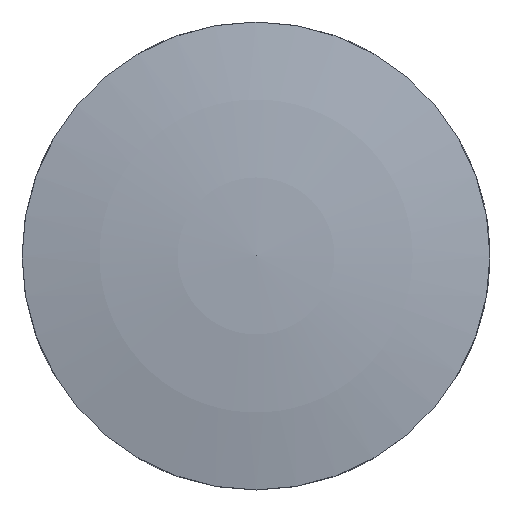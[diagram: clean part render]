
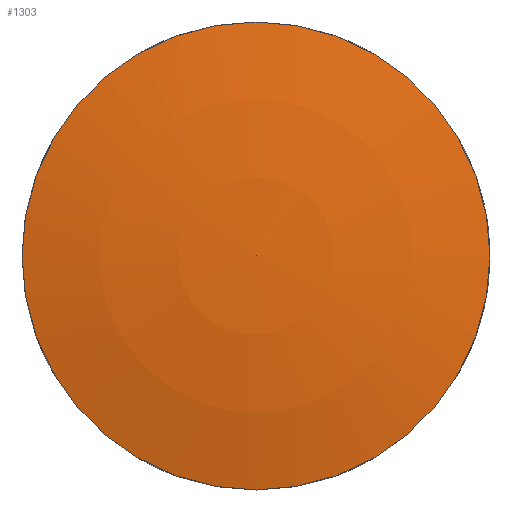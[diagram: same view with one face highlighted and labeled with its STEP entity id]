
A CAD part, top view. The second image highlights one B-rep face of the part: STEP entity #1303.
In plain terms, the highlighted spherical face has radius 144.094 mm.
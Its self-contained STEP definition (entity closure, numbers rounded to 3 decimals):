
#1283 = VERTEX_POINT('',#1284);
#1284 = CARTESIAN_POINT('',(29.25,0.,4.5));
#1290 = EDGE_CURVE('',#1283,#1283,#1291,.T.);
#1291 = CIRCLE('',#1292,29.25);
#1292 = AXIS2_PLACEMENT_3D('',#1293,#1294,#1295);
#1293 = CARTESIAN_POINT('',(0.,0.,4.5));
#1294 = DIRECTION('',(-0.,0.,1.));
#1295 = DIRECTION('',(1.,0.,0.));
#1303 = ADVANCED_FACE('',(#1304),#1317,.T.);
#1304 = FACE_BOUND('',#1305,.T.);
#1305 = EDGE_LOOP('',(#1306,#1315,#1316));
#1306 = ORIENTED_EDGE('',*,*,#1307,.F.);
#1307 = EDGE_CURVE('',#1283,#1308,#1310,.T.);
#1308 = VERTEX_POINT('',#1309);
#1309 = CARTESIAN_POINT('',(0.,0.,7.5));
#1310 = CIRCLE('',#1311,144.094);
#1311 = AXIS2_PLACEMENT_3D('',#1312,#1313,#1314);
#1312 = CARTESIAN_POINT('',(0.,0.,-136.594));
#1313 = DIRECTION('',(0.,-1.,0.));
#1314 = DIRECTION('',(1.,0.,0.));
#1315 = ORIENTED_EDGE('',*,*,#1290,.T.);
#1316 = ORIENTED_EDGE('',*,*,#1307,.T.);
#1317 = SPHERICAL_SURFACE('',#1318,144.094);
#1318 = AXIS2_PLACEMENT_3D('',#1319,#1320,#1321);
#1319 = CARTESIAN_POINT('',(0.,0.,-136.594));
#1320 = DIRECTION('',(0.,0.,1.));
#1321 = DIRECTION('',(1.,0.,0.));
